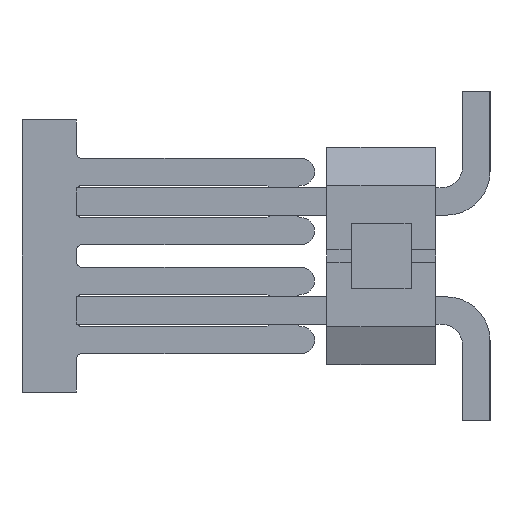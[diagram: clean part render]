
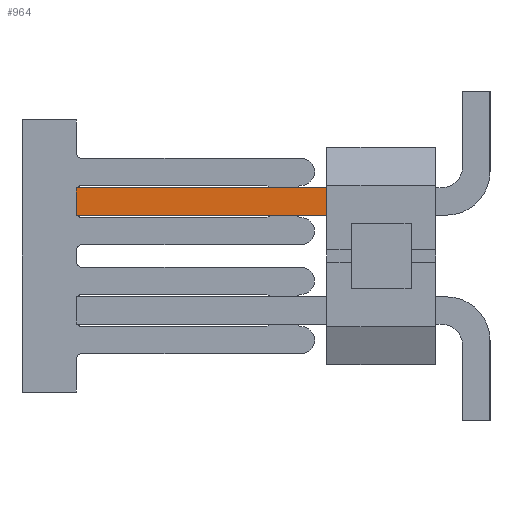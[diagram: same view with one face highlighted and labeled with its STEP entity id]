
A CAD part, left-side view. The second image highlights one B-rep face of the part: STEP entity #964.
In plain terms, the highlighted planar face has unit normal (-1, 0, 0).
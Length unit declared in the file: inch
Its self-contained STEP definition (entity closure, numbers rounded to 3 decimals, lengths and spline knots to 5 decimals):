
#964 = ADVANCED_FACE( '', ( #3058 ), #3059, .F. );
#3058 = FACE_OUTER_BOUND( '', #5655, .T. );
#3059 = PLANE( '', #5656 );
#5655 = EDGE_LOOP( '', ( #13697, #13698, #13699, #13700 ) );
#5656 = AXIS2_PLACEMENT_3D( '', #13701, #13702, #13703 );
#13697 = ORIENTED_EDGE( '', *, *, #20232, .F. );
#13698 = ORIENTED_EDGE( '', *, *, #20056, .T. );
#13699 = ORIENTED_EDGE( '', *, *, #20449, .F. );
#13700 = ORIENTED_EDGE( '', *, *, #20226, .F. );
#13701 = CARTESIAN_POINT( '', ( -0.8625, 0.04, 0.0275 ) );
#13702 = DIRECTION( '', ( 1., 0., 0. ) );
#13703 = DIRECTION( '', ( 0., 0., -1. ) );
#20056 = EDGE_CURVE( '', #25212, #25210, #25213, .T. );
#20226 = EDGE_CURVE( '', #25549, #25551, #25552, .T. );
#20232 = EDGE_CURVE( '', #25212, #25549, #25560, .T. );
#20449 = EDGE_CURVE( '', #25551, #25210, #25960, .T. );
#25210 = VERTEX_POINT( '', #33528 );
#25212 = VERTEX_POINT( '', #33531 );
#25213 = LINE( '', #33532, #33533 );
#25549 = VERTEX_POINT( '', #34037 );
#25551 = VERTEX_POINT( '', #34040 );
#25552 = LINE( '', #34041, #34042 );
#25560 = LINE( '', #34055, #34056 );
#25960 = LINE( '', #34650, #34651 );
#33528 = CARTESIAN_POINT( '', ( -0.8625, 0.105, 0.0125 ) );
#33531 = CARTESIAN_POINT( '', ( -0.8625, 0.105, -0.0125 ) );
#33532 = CARTESIAN_POINT( '', ( -0.8625, 0.105, 0.0275 ) );
#33533 = VECTOR( '', #40040, 39.37008 );
#34037 = CARTESIAN_POINT( '', ( -0.8625, 0.38, -0.0125 ) );
#34040 = CARTESIAN_POINT( '', ( -0.8625, 0.38, 0.0125 ) );
#34041 = CARTESIAN_POINT( '', ( -0.8625, 0.38, -0.0125 ) );
#34042 = VECTOR( '', #40210, 39.37008 );
#34055 = CARTESIAN_POINT( '', ( -0.8625, 0.04, -0.0125 ) );
#34056 = VECTOR( '', #40216, 39.37008 );
#34650 = CARTESIAN_POINT( '', ( -0.8625, 0.38, 0.0125 ) );
#34651 = VECTOR( '', #40477, 39.37008 );
#40040 = DIRECTION( '', ( 0., 0., 1. ) );
#40210 = DIRECTION( '', ( 0., 0., 1. ) );
#40216 = DIRECTION( '', ( 0., 1., 0. ) );
#40477 = DIRECTION( '', ( 0., -1., 0. ) );
